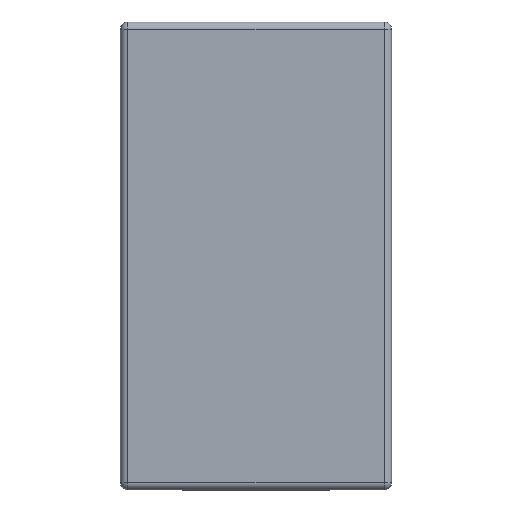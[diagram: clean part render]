
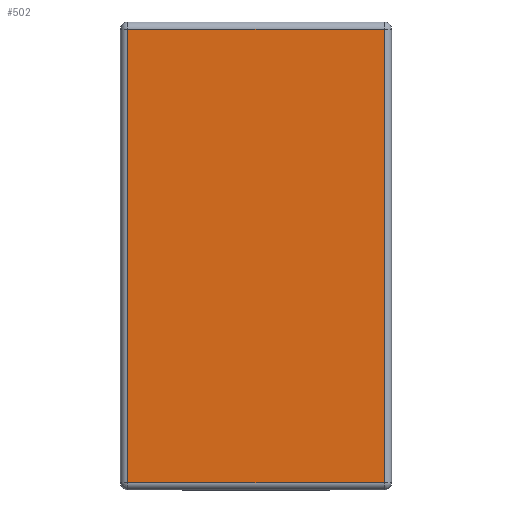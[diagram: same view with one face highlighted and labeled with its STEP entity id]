
A CAD part, top view. The second image highlights one B-rep face of the part: STEP entity #502.
In plain terms, the highlighted planar face has unit normal (0, 0, 1).
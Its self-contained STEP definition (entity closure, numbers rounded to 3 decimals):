
#17=PLANE('',#544);
#46=FACE_OUTER_BOUND('',#76,.T.);
#76=EDGE_LOOP('',(#379,#380,#381,#382));
#99=LINE('',#735,#155);
#112=LINE('',#772,#168);
#113=LINE('',#775,#169);
#114=LINE('',#778,#170);
#155=VECTOR('',#585,10.);
#168=VECTOR('',#622,10.);
#169=VECTOR('',#625,10.);
#170=VECTOR('',#630,10.);
#229=VERTEX_POINT('',#732);
#230=VERTEX_POINT('',#734);
#242=VERTEX_POINT('',#770);
#243=VERTEX_POINT('',#774);
#274=EDGE_CURVE('',#229,#230,#99,.T.);
#293=EDGE_CURVE('',#242,#229,#112,.T.);
#294=EDGE_CURVE('',#230,#243,#113,.T.);
#296=EDGE_CURVE('',#243,#242,#114,.T.);
#379=ORIENTED_EDGE('',*,*,#274,.F.);
#380=ORIENTED_EDGE('',*,*,#293,.F.);
#381=ORIENTED_EDGE('',*,*,#296,.F.);
#382=ORIENTED_EDGE('',*,*,#294,.F.);
#502=ADVANCED_FACE('',(#46),#17,.T.);
#544=AXIS2_PLACEMENT_3D('',#777,#628,#629);
#585=DIRECTION('',(-1.,0.,0.));
#622=DIRECTION('',(0.,-1.,0.));
#625=DIRECTION('',(0.,1.,0.));
#628=DIRECTION('center_axis',(0.,0.,1.));
#629=DIRECTION('ref_axis',(1.,0.,0.));
#630=DIRECTION('',(1.,0.,0.));
#732=CARTESIAN_POINT('',(34.513,21.082,13.253));
#734=CARTESIAN_POINT('',(-0.299,21.082,13.253));
#735=CARTESIAN_POINT('',(9.104,21.082,13.253));
#770=CARTESIAN_POINT('',(34.513,82.636,13.253));
#772=CARTESIAN_POINT('',(34.513,46.395,13.253));
#774=CARTESIAN_POINT('',(-0.299,82.636,13.253));
#775=CARTESIAN_POINT('',(-0.299,69.622,13.253));
#777=CARTESIAN_POINT('Origin',(17.107,58.009,13.253));
#778=CARTESIAN_POINT('',(25.11,82.636,13.253));
